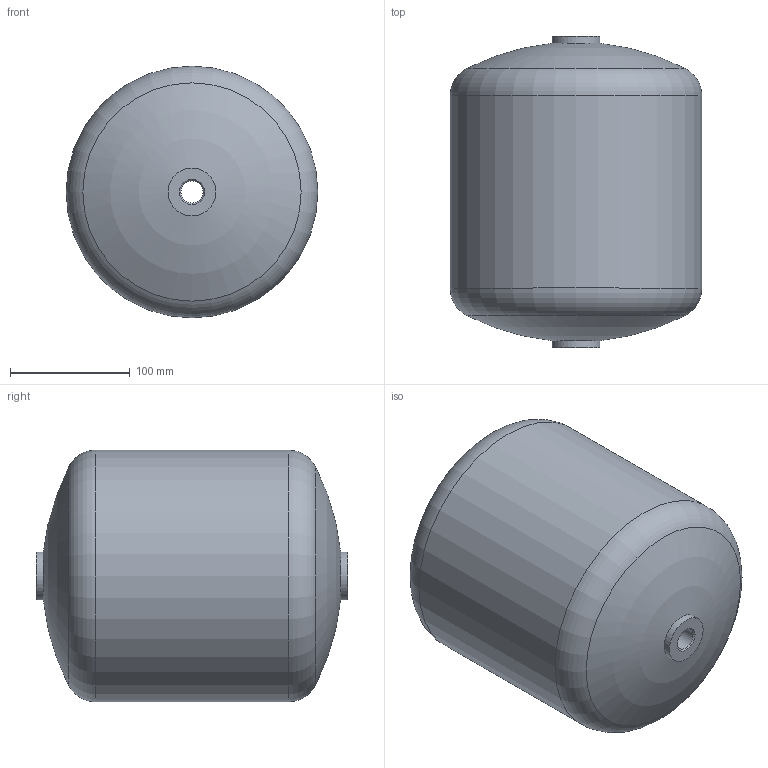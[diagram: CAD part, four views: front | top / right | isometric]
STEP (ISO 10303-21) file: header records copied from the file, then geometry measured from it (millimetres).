
FILE_DESCRIPTION( ( 'Unknown' ), '1' );
FILE_NAME( '050007 - 7SBCV2.stp', 'Unknown', ( 'Unknown' ), ( 'Unknown' ), 'PSStep 17.0.49', 'Unknown', ' ' );
FILE_SCHEMA( ( 'AUTOMOTIVE_DESIGN { 1 0 10303 214 1 1 1 1 }' ) );
Length unit declared in the file: millimetre
Products named in the file (1): 1
Bounding box: 210 x 260 x 210 mm (x, y, z)
Volume: 637134.8 mm3; surface area: 430662.3 mm2
Topology: 1 solids, 2 shells, 18 faces, 39 edges, 23 vertices
Faces by surface type: cylinder 6, torus 4, sphere 4, plane 2, cone 2
Full cylindrical faces by diameter (mm): 18.63 x1, 40 x3, 206 x1, 210 x1
Entity records: 530 total; most frequent: DIRECTION 74, CARTESIAN_POINT 55, AXIS2_PLACEMENT_3D 37, EDGE_LOOP 36, ORIENTED_EDGE 36, FACE_OUTER_BOUND 32, STYLED_ITEM 18, PRESENTATION_STYLE_ASSIGNMENT 18
